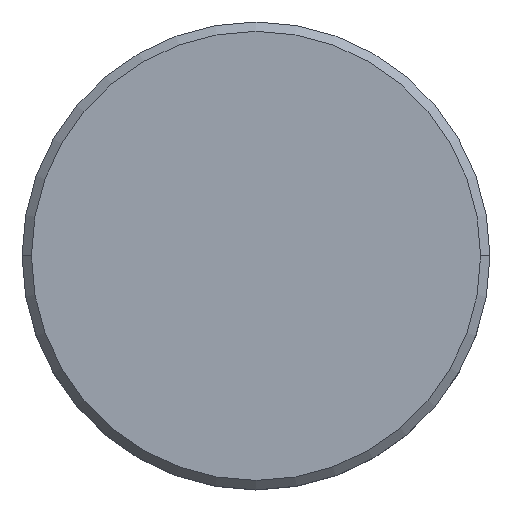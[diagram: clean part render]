
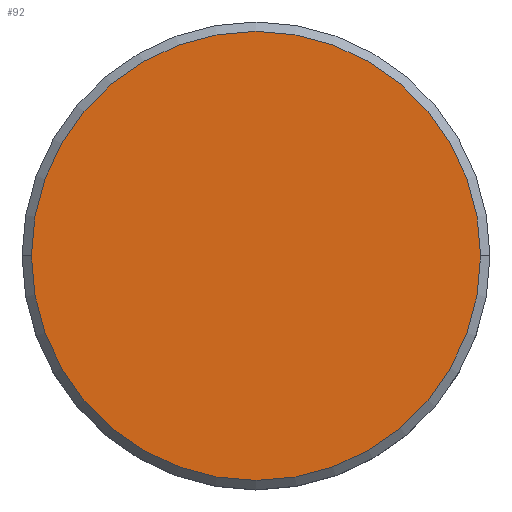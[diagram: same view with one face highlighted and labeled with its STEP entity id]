
A CAD part, top view. The second image highlights one B-rep face of the part: STEP entity #92.
In plain terms, the highlighted planar face has unit normal (0, 0, 1).
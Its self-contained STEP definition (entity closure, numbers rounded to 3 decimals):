
#64 = ORIENTED_EDGE ( 'NONE', *, *, #779, .T. ) ;
#92 = ADVANCED_FACE ( 'NONE', ( #394 ), #114, .T. ) ;
#107 = VERTEX_POINT ( 'NONE', #295 ) ;
#114 = PLANE ( 'NONE',  #271 ) ;
#230 = CARTESIAN_POINT ( 'NONE',  ( 0., 0., 0. ) ) ;
#231 = AXIS2_PLACEMENT_3D ( 'NONE', #420, #1047, #944 ) ;
#271 = AXIS2_PLACEMENT_3D ( 'NONE', #465, #401, #756 ) ;
#295 = CARTESIAN_POINT ( 'NONE',  ( 12., 0., 0. ) ) ;
#306 = DIRECTION ( 'NONE',  ( 1., 0., 0. ) ) ;
#318 = EDGE_LOOP ( 'NONE', ( #64, #659 ) ) ;
#394 = FACE_OUTER_BOUND ( 'NONE', #318, .T. ) ;
#401 = DIRECTION ( 'NONE',  ( 0., 0., 1. ) ) ;
#420 = CARTESIAN_POINT ( 'NONE',  ( 0., 0., 0. ) ) ;
#430 = EDGE_CURVE ( 'NONE', #107, #773, #1130, .T. ) ;
#465 = CARTESIAN_POINT ( 'NONE',  ( 0., 0., 0. ) ) ;
#498 = CARTESIAN_POINT ( 'NONE',  ( -12., 0., 0. ) ) ;
#626 = CIRCLE ( 'NONE', #231, 12. ) ;
#659 = ORIENTED_EDGE ( 'NONE', *, *, #430, .T. ) ;
#756 = DIRECTION ( 'NONE',  ( 1., 0., 0. ) ) ;
#773 = VERTEX_POINT ( 'NONE', #498 ) ;
#779 = EDGE_CURVE ( 'NONE', #773, #107, #626, .T. ) ;
#944 = DIRECTION ( 'NONE',  ( 1., 0., 0. ) ) ;
#1013 = AXIS2_PLACEMENT_3D ( 'NONE', #230, #1123, #306 ) ;
#1047 = DIRECTION ( 'NONE',  ( 0., 0., 1. ) ) ;
#1123 = DIRECTION ( 'NONE',  ( 0., 0., 1. ) ) ;
#1130 = CIRCLE ( 'NONE', #1013, 12. ) ;
